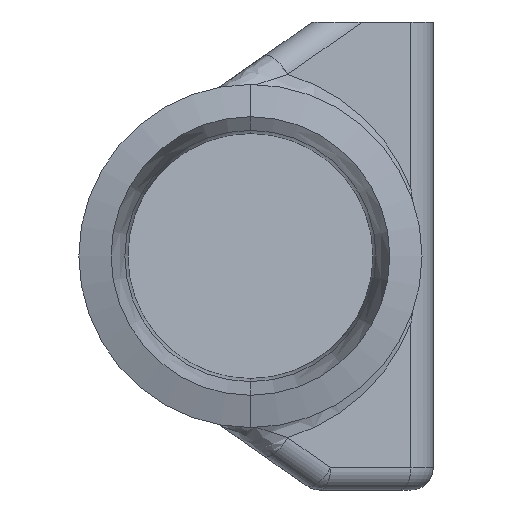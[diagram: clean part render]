
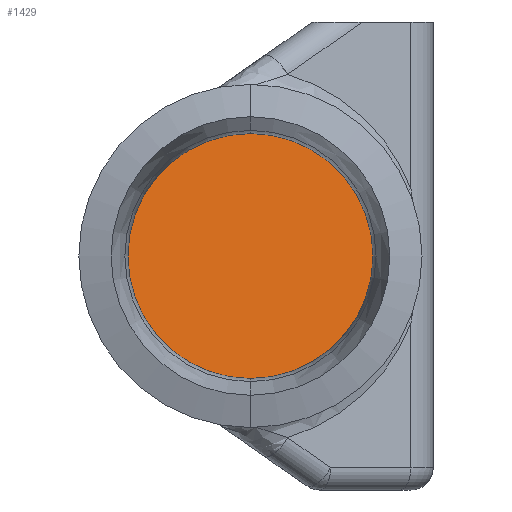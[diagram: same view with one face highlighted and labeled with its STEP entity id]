
A CAD part, left-side view. The second image highlights one B-rep face of the part: STEP entity #1429.
In plain terms, the highlighted planar face has unit normal (-0.866, -0.5, 0).
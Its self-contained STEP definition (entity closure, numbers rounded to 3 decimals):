
#92 = VERTEX_POINT ( 'NONE', #1153 ) ;
#179 = ORIENTED_EDGE ( 'NONE', *, *, #461, .T. ) ;
#196 = CARTESIAN_POINT ( 'NONE',  ( 35.579, -4.1, -14.489 ) ) ;
#197 = CARTESIAN_POINT ( 'NONE',  ( 36.388, -5.5, 2.75 ) ) ;
#279 = CARTESIAN_POINT ( 'NONE',  ( 33.212, 0., -2.75 ) ) ;
#401 = CARTESIAN_POINT ( 'NONE',  ( 30.037, 5.5, 2.75 ) ) ;
#461 = EDGE_CURVE ( 'NONE', #869, #92, #479, .T. ) ;
#479 =( BOUNDED_CURVE ( )  B_SPLINE_CURVE ( 3, ( #1060, #1636, #197, #626 ),
 .UNSPECIFIED., .F., .T. ) 
 B_SPLINE_CURVE_WITH_KNOTS ( ( 4, 4 ),
 ( 1.571, 4.712 ),
 .UNSPECIFIED. ) 
 CURVE ( )  GEOMETRIC_REPRESENTATION_ITEM ( )  RATIONAL_B_SPLINE_CURVE ( ( 1., 0.333, 0.333, 1. ) ) 
 REPRESENTATION_ITEM ( '' )  );
#626 = CARTESIAN_POINT ( 'NONE',  ( 33.212, 0., 2.75 ) ) ;
#647 = DIRECTION ( 'NONE',  ( 0.5, -0.866, 0. ) ) ;
#678 = CARTESIAN_POINT ( 'NONE',  ( 30.037, 5.5, -2.75 ) ) ;
#696 = CARTESIAN_POINT ( 'NONE',  ( 33.212, 0., -2.75 ) ) ;
#773 = DIRECTION ( 'NONE',  ( -0.866, -0.5, 0. ) ) ;
#833 = EDGE_CURVE ( 'NONE', #92, #869, #935, .T. ) ;
#869 = VERTEX_POINT ( 'NONE', #279 ) ;
#935 =( BOUNDED_CURVE ( )  B_SPLINE_CURVE ( 3, ( #1391, #401, #678, #696 ),
 .UNSPECIFIED., .F., .T. ) 
 B_SPLINE_CURVE_WITH_KNOTS ( ( 4, 4 ),
 ( 4.712, 7.854 ),
 .UNSPECIFIED. ) 
 CURVE ( )  GEOMETRIC_REPRESENTATION_ITEM ( )  RATIONAL_B_SPLINE_CURVE ( ( 1., 0.333, 0.333, 1. ) ) 
 REPRESENTATION_ITEM ( '' )  );
#1060 = CARTESIAN_POINT ( 'NONE',  ( 33.212, 0., -2.75 ) ) ;
#1140 = ORIENTED_EDGE ( 'NONE', *, *, #833, .T. ) ;
#1153 = CARTESIAN_POINT ( 'NONE',  ( 33.212, 0., 2.75 ) ) ;
#1216 = AXIS2_PLACEMENT_3D ( 'NONE', #196, #773, #647 ) ;
#1391 = CARTESIAN_POINT ( 'NONE',  ( 33.212, 0., 2.75 ) ) ;
#1429 = ADVANCED_FACE ( 'NONE', ( #1635 ), #1774, .T. ) ;
#1453 = EDGE_LOOP ( 'NONE', ( #1140, #179 ) ) ;
#1635 = FACE_OUTER_BOUND ( 'NONE', #1453, .T. ) ;
#1636 = CARTESIAN_POINT ( 'NONE',  ( 36.388, -5.5, -2.75 ) ) ;
#1774 = PLANE ( 'NONE',  #1216 ) ;
